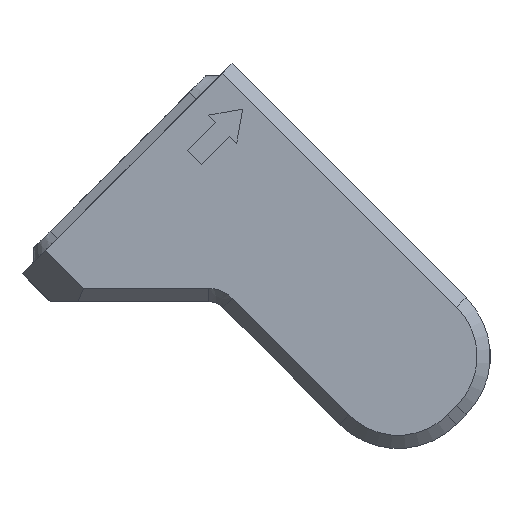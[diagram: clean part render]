
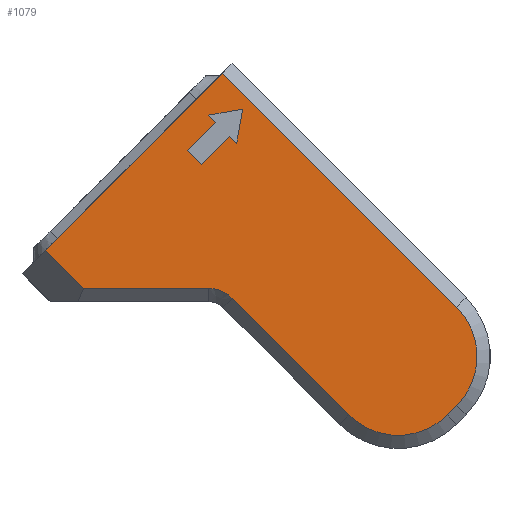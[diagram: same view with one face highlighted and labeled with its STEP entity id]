
A CAD part, left-side view. The second image highlights one B-rep face of the part: STEP entity #1079.
In plain terms, the highlighted planar face has unit normal (-1, 0, 0).
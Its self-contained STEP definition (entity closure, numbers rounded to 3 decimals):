
#28=FACE_BOUND('',#185,.T.);
#49=CIRCLE('',#1153,5.);
#61=CIRCLE('',#1183,10.55);
#62=CIRCLE('',#1184,10.55);
#120=FACE_OUTER_BOUND('',#184,.T.);
#184=EDGE_LOOP('',(#880,#881,#882,#883,#884,#885,#886,#887,#888));
#185=EDGE_LOOP('',(#889,#890,#891,#892,#893,#894,#895));
#210=LINE('',#1532,#326);
#214=LINE('',#1540,#330);
#217=LINE('',#1546,#333);
#220=LINE('',#1552,#336);
#223=LINE('',#1558,#339);
#226=LINE('',#1564,#342);
#229=LINE('',#1569,#345);
#269=LINE('',#1699,#385);
#274=LINE('',#1710,#390);
#295=LINE('',#1772,#411);
#296=LINE('',#1777,#412);
#297=LINE('',#1781,#413);
#298=LINE('',#1782,#414);
#326=VECTOR('',#1218,10.);
#330=VECTOR('',#1224,10.);
#333=VECTOR('',#1229,10.);
#336=VECTOR('',#1234,10.);
#339=VECTOR('',#1239,10.);
#342=VECTOR('',#1244,10.);
#345=VECTOR('',#1249,10.);
#385=VECTOR('',#1359,10.);
#390=VECTOR('',#1370,10.);
#411=VECTOR('',#1433,10.);
#412=VECTOR('',#1438,10.);
#413=VECTOR('',#1441,10.);
#414=VECTOR('',#1442,10.);
#442=VERTEX_POINT('',#1530);
#443=VERTEX_POINT('',#1531);
#446=VERTEX_POINT('',#1539);
#448=VERTEX_POINT('',#1545);
#450=VERTEX_POINT('',#1551);
#452=VERTEX_POINT('',#1557);
#454=VERTEX_POINT('',#1563);
#490=VERTEX_POINT('',#1665);
#491=VERTEX_POINT('',#1667);
#498=VERTEX_POINT('',#1697);
#501=VERTEX_POINT('',#1709);
#521=VERTEX_POINT('',#1769);
#522=VERTEX_POINT('',#1774);
#523=VERTEX_POINT('',#1776);
#524=VERTEX_POINT('',#1778);
#525=VERTEX_POINT('',#1780);
#539=EDGE_CURVE('',#442,#443,#210,.T.);
#543=EDGE_CURVE('',#446,#442,#214,.T.);
#546=EDGE_CURVE('',#448,#446,#217,.T.);
#549=EDGE_CURVE('',#450,#448,#220,.T.);
#552=EDGE_CURVE('',#452,#450,#223,.T.);
#555=EDGE_CURVE('',#454,#452,#226,.T.);
#558=EDGE_CURVE('',#443,#454,#229,.T.);
#606=EDGE_CURVE('',#490,#491,#49,.T.);
#617=EDGE_CURVE('',#490,#498,#269,.T.);
#622=EDGE_CURVE('',#501,#491,#274,.T.);
#653=EDGE_CURVE('',#521,#501,#295,.T.);
#654=EDGE_CURVE('',#498,#522,#61,.T.);
#655=EDGE_CURVE('',#522,#523,#296,.T.);
#656=EDGE_CURVE('',#523,#524,#62,.T.);
#657=EDGE_CURVE('',#524,#525,#297,.T.);
#658=EDGE_CURVE('',#521,#525,#298,.T.);
#880=ORIENTED_EDGE('',*,*,#622,.T.);
#881=ORIENTED_EDGE('',*,*,#606,.F.);
#882=ORIENTED_EDGE('',*,*,#617,.T.);
#883=ORIENTED_EDGE('',*,*,#654,.T.);
#884=ORIENTED_EDGE('',*,*,#655,.T.);
#885=ORIENTED_EDGE('',*,*,#656,.T.);
#886=ORIENTED_EDGE('',*,*,#657,.T.);
#887=ORIENTED_EDGE('',*,*,#658,.F.);
#888=ORIENTED_EDGE('',*,*,#653,.T.);
#889=ORIENTED_EDGE('',*,*,#539,.T.);
#890=ORIENTED_EDGE('',*,*,#558,.T.);
#891=ORIENTED_EDGE('',*,*,#555,.T.);
#892=ORIENTED_EDGE('',*,*,#552,.T.);
#893=ORIENTED_EDGE('',*,*,#549,.T.);
#894=ORIENTED_EDGE('',*,*,#546,.T.);
#895=ORIENTED_EDGE('',*,*,#543,.T.);
#1026=PLANE('',#1182);
#1079=ADVANCED_FACE('',(#120,#28),#1026,.F.);
#1153=AXIS2_PLACEMENT_3D('',#1668,#1342,#1343);
#1182=AXIS2_PLACEMENT_3D('',#1773,#1434,#1435);
#1183=AXIS2_PLACEMENT_3D('',#1775,#1436,#1437);
#1184=AXIS2_PLACEMENT_3D('',#1779,#1439,#1440);
#1218=DIRECTION('',(0.,0.707,0.707));
#1224=DIRECTION('',(0.,-0.707,0.707));
#1229=DIRECTION('',(0.,0.707,0.707));
#1234=DIRECTION('',(0.,0.707,-0.707));
#1239=DIRECTION('',(0.,0.707,0.707));
#1244=DIRECTION('',(0.,0.174,-0.985));
#1249=DIRECTION('',(0.,-0.985,0.174));
#1342=DIRECTION('center_axis',(-1.,0.,0.));
#1343=DIRECTION('ref_axis',(0.,0.,
1.));
#1359=DIRECTION('',(0.,-0.707,-0.707));
#1370=DIRECTION('',(0.,-1.,0.));
#1433=DIRECTION('',(0.,-0.707,-0.707));
#1434=DIRECTION('center_axis',(1.,0.,0.));
#1435=DIRECTION('ref_axis',(0.,0.707,-0.707));
#1436=DIRECTION('center_axis',(-1.,0.,0.));
#1437=DIRECTION('ref_axis',(0.,0.,
-1.));
#1438=DIRECTION('',(0.,-0.707,0.707));
#1439=DIRECTION('center_axis',(-1.,0.,0.));
#1440=DIRECTION('ref_axis',(0.,-1.,0.));
#1441=DIRECTION('',(0.,0.707,0.707));
#1442=DIRECTION('',(0.,-0.707,0.707));
#1530=CARTESIAN_POINT('',(-75.65,30.476,47.239));
#1531=CARTESIAN_POINT('',(-75.65,31.537,48.3));
#1532=CARTESIAN_POINT('',(-75.65,20.1,36.863));
#1539=CARTESIAN_POINT('',(-75.65,34.719,42.997));
#1540=CARTESIAN_POINT('',(-75.65,37.724,39.992));
#1545=CARTESIAN_POINT('',(-75.65,32.598,40.875));
#1546=CARTESIAN_POINT('',(-75.65,23.281,31.559));
#1551=CARTESIAN_POINT('',(-75.65,28.355,45.118));
#1552=CARTESIAN_POINT('',(-75.65,33.482,39.992));
#1557=CARTESIAN_POINT('',(-75.65,27.294,44.057));
#1558=CARTESIAN_POINT('',(-75.65,18.509,35.272));
#1563=CARTESIAN_POINT('',(-75.65,26.386,49.208));
#1564=CARTESIAN_POINT('',(-75.65,29.109,33.766));
#1569=CARTESIAN_POINT('',(-75.65,28.673,48.805));
#1665=CARTESIAN_POINT('',(-75.65,27.971,20.551));
#1667=CARTESIAN_POINT('',(-75.65,31.507,22.016));
#1668=CARTESIAN_POINT('Origin',(-75.65,31.507,17.016));
#1697=CARTESIAN_POINT('',(-75.65,10.288,2.868));
#1699=CARTESIAN_POINT('',(-75.65,13.382,5.962));
#1709=CARTESIAN_POINT('',(-75.65,50.508,22.016));
#1710=CARTESIAN_POINT('',(-75.65,31.449,22.016));
#1769=CARTESIAN_POINT('',(-75.65,56.286,27.794));
#1772=CARTESIAN_POINT('',(-75.65,42.197,13.705));
#1773=CARTESIAN_POINT('Origin',(-75.65,19.976,16.233));
#1774=CARTESIAN_POINT('',(-75.65,-4.632,2.868));
#1775=CARTESIAN_POINT('Origin',(-75.65,2.828,10.328));
#1776=CARTESIAN_POINT('',(-75.65,-6.046,4.283));
#1777=CARTESIAN_POINT('',(-75.65,-6.965,5.202));
#1778=CARTESIAN_POINT('',(-75.65,-6.046,19.203));
#1779=CARTESIAN_POINT('Origin',(-75.65,1.414,11.743));
#1780=CARTESIAN_POINT('',(-75.65,29.416,54.664));
#1781=CARTESIAN_POINT('',(-75.65,20.983,46.232));
#1782=CARTESIAN_POINT('',(-75.65,59.821,24.258));
